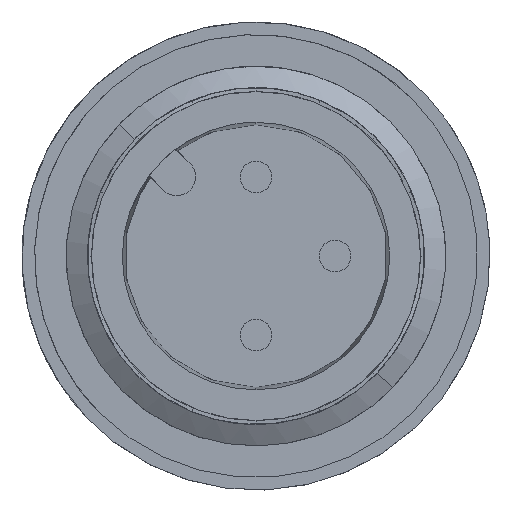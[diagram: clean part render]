
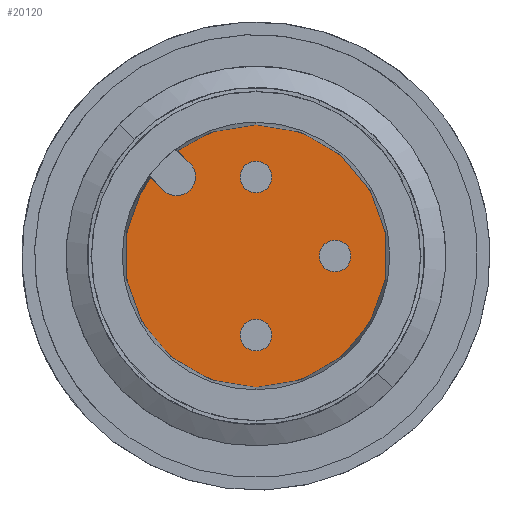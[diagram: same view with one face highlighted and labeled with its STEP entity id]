
A CAD part, left-side view. The second image highlights one B-rep face of the part: STEP entity #20120.
In plain terms, the highlighted face is planar.
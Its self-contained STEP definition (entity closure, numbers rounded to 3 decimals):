
#12100=CARTESIAN_POINT('',(-31.86,31.012,
-37.9));
#12110=DIRECTION('',(0.707,-0.707,
0.));
#12120=VECTOR('',#12110,1.);
#12130=LINE('',#12100,#12120);
#12140=CARTESIAN_POINT('',(-3.328,2.479,-37.9));
#12150=VERTEX_POINT('',#12140);
#12160=CARTESIAN_POINT('',(-2.934,2.086,-37.9));
#12170=VERTEX_POINT('',#12160);
#12180=EDGE_CURVE('',#12150,#12170,#12130,.T.);
#18690=CARTESIAN_POINT('',(-2.086,2.934,-37.9));
#18700=VERTEX_POINT('',#18690);
#18730=CARTESIAN_POINT('',(-31.86,32.709,
-37.9));
#18740=DIRECTION('',(-0.707,0.707,
0.));
#18750=VECTOR('',#18740,1.);
#18760=LINE('',#18730,#18750);
#18770=CARTESIAN_POINT('',(-2.479,3.328,-37.9));
#18780=VERTEX_POINT('',#18770);
#18790=EDGE_CURVE('',#18700,#18780,#18760,.T.);
#19160=CARTESIAN_POINT('',(-2.51,2.51,-37.9));
#19170=DIRECTION('',(0.,0.,-1.));
#19180=DIRECTION('',(1.,0.,0.));
#19190=AXIS2_PLACEMENT_3D('',#19160,#19170,#19180);
#19200=CIRCLE('',#19190,0.6);
#19210=EDGE_CURVE('',#18700,#12170,#19200,.T.);
#19420=CARTESIAN_POINT('',(-0.035,-1.138,-37.9))
;
#19430=DIRECTION('',(0.,0.,-1.));
#19440=DIRECTION('',(0.707,-0.707,
0.));
#19450=AXIS2_PLACEMENT_3D('',#19420,#19430,#19440);
#19460=PLANE('',#19450);
#19470=CARTESIAN_POINT('',(2.5,0.,-37.9))
;
#19480=DIRECTION('',(0.,0.,-1.));
#19490=DIRECTION('',(-0.707,-0.707,
0.));
#19500=AXIS2_PLACEMENT_3D('',#19470,#19480,#19490);
#19510=CIRCLE('',#19500,0.5);
#19520=CARTESIAN_POINT('',(2.146,-0.354,-37.9));
#19530=VERTEX_POINT('',#19520);
#19540=CARTESIAN_POINT('',(2.854,0.354,-37.9));
#19550=VERTEX_POINT('',#19540);
#19560=EDGE_CURVE('',#19530,#19550,#19510,.T.);
#19570=ORIENTED_EDGE('',*,*,#19560,.F.);
#19580=EDGE_CURVE('',#19550,#19530,#19510,.T.);
#19590=ORIENTED_EDGE('',*,*,#19580,.F.);
#19600=EDGE_LOOP('',(#19590,#19570));
#19610=FACE_BOUND('',#19600,.T.);
#19620=CARTESIAN_POINT('',(0.,-2.5,-37.9)
);
#19630=DIRECTION('',(0.,0.,-1.));
#19640=DIRECTION('',(-0.707,-0.707,
0.));
#19650=AXIS2_PLACEMENT_3D('',#19620,#19630,#19640);
#19660=CIRCLE('',#19650,0.5);
#19670=CARTESIAN_POINT('',(-0.354,-2.854,-37.9));
#19680=VERTEX_POINT('',#19670);
#19690=CARTESIAN_POINT('',(0.354,-2.146,-37.9));
#19700=VERTEX_POINT('',#19690);
#19710=EDGE_CURVE('',#19680,#19700,#19660,.T.);
#19720=ORIENTED_EDGE('',*,*,#19710,.F.);
#19730=EDGE_CURVE('',#19700,#19680,#19660,.T.);
#19740=ORIENTED_EDGE('',*,*,#19730,.F.);
#19750=EDGE_LOOP('',(#19740,#19720));
#19760=FACE_BOUND('',#19750,.T.);
#19770=CARTESIAN_POINT('',(-2.5,0.,-37.9))
;
#19780=DIRECTION('',(0.,0.,-1.));
#19790=DIRECTION('',(-0.707,-0.707,
0.));
#19800=AXIS2_PLACEMENT_3D('',#19770,#19780,#19790);
#19810=CIRCLE('',#19800,0.5);
#19820=CARTESIAN_POINT('',(-2.854,-0.354,-37.9));
#19830=VERTEX_POINT('',#19820);
#19840=CARTESIAN_POINT('',(-2.146,0.354,-37.9));
#19850=VERTEX_POINT('',#19840);
#19860=EDGE_CURVE('',#19830,#19850,#19810,.T.);
#19870=ORIENTED_EDGE('',*,*,#19860,.F.);
#19880=EDGE_CURVE('',#19850,#19830,#19810,.T.);
#19890=ORIENTED_EDGE('',*,*,#19880,.F.);
#19900=EDGE_LOOP('',(#19890,#19870));
#19910=FACE_BOUND('',#19900,.T.);
#19920=CARTESIAN_POINT('',(0.,0.,
-37.9));
#19930=DIRECTION('',(0.,0.,-1.));
#19940=DIRECTION('',(1.,0.,0.));
#19950=AXIS2_PLACEMENT_3D('',#19920,#19930,#19940);
#19960=CIRCLE('',#19950,4.15);
#19970=CARTESIAN_POINT('',(4.15,0.,-37.9))
;
#19980=VERTEX_POINT('',#19970);
#19990=CARTESIAN_POINT('',(-4.15,0.,-37.9)
);
#20000=VERTEX_POINT('',#19990);
#20010=EDGE_CURVE('',#19980,#20000,#19960,.T.);
#20020=ORIENTED_EDGE('',*,*,#20010,.T.);
#20030=EDGE_CURVE('',#18780,#19980,#19960,.T.);
#20040=ORIENTED_EDGE('',*,*,#20030,.T.);
#20050=ORIENTED_EDGE('',*,*,#18790,.T.);
#20060=ORIENTED_EDGE('',*,*,#19210,.F.);
#20070=ORIENTED_EDGE('',*,*,#12180,.T.);
#20080=EDGE_CURVE('',#20000,#12150,#19960,.T.);
#20090=ORIENTED_EDGE('',*,*,#20080,.T.);
#20100=EDGE_LOOP('',(#20090,#20070,#20060,#20050,#20040,#20020));
#20110=FACE_OUTER_BOUND('',#20100,.T.);
#20120=ADVANCED_FACE('',(#19610,#19760,#19910,#20110),#19460,.T.);
